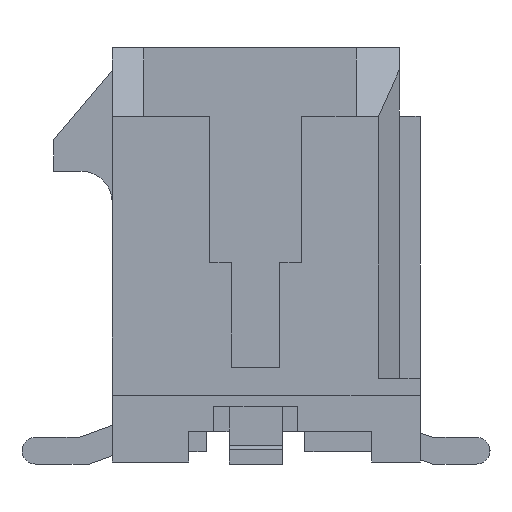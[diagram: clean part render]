
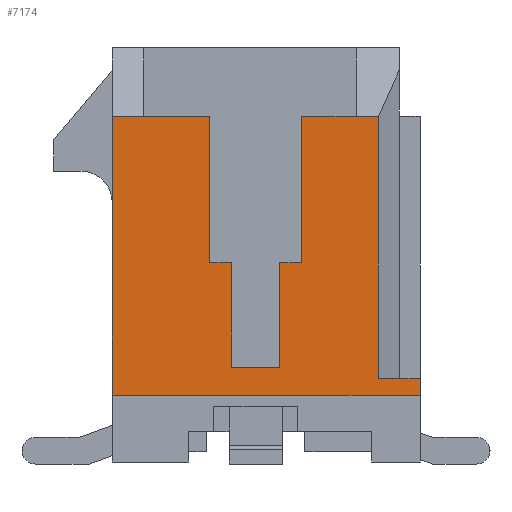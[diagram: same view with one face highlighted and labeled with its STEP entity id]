
A CAD part, left-side view. The second image highlights one B-rep face of the part: STEP entity #7174.
In plain terms, the highlighted planar face has unit normal (-1, 0, 0).
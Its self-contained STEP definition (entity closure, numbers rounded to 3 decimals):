
#1=DIRECTION('',(0.,0.,-1.));
#2=VECTOR('',#1,3.5);
#3=CARTESIAN_POINT('',(-10.825,-1.1,3.31));
#4=LINE('',#3,#2);
#5=DIRECTION('',(0.,1.,0.));
#6=VECTOR('',#5,1.31);
#7=CARTESIAN_POINT('',(-10.825,-2.41,3.31));
#8=LINE('',#7,#6);
#9=DIRECTION('',(0.,-1.,0.));
#10=VECTOR('',#9,0.53);
#11=CARTESIAN_POINT('',(-10.825,-2.41,3.31));
#12=LINE('',#11,#10);
#13=DIRECTION('',(0.,0.,-1.));
#14=VECTOR('',#13,6.27);
#15=CARTESIAN_POINT('',(-10.825,-2.94,3.31));
#16=LINE('',#15,#14);
#17=DIRECTION('',(0.,0.,-1.));
#18=VECTOR('',#17,0.4);
#19=CARTESIAN_POINT('',(-10.825,-3.94,-2.96));
#20=LINE('',#19,#18);
#21=DIRECTION('',(0.,1.,0.));
#22=VECTOR('',#21,7.37);
#23=CARTESIAN_POINT('',(-10.825,-3.94,-3.36));
#24=LINE('',#23,#22);
#25=DIRECTION('',(0.,0.,1.));
#26=VECTOR('',#25,6.67);
#27=CARTESIAN_POINT('',(-10.825,3.43,-3.36));
#28=LINE('',#27,#26);
#29=DIRECTION('',(0.,-1.,0.));
#30=VECTOR('',#29,0.75);
#31=CARTESIAN_POINT('',(-10.825,3.43,3.31));
#32=LINE('',#31,#30);
#33=DIRECTION('',(0.,1.,0.));
#34=VECTOR('',#33,1.58);
#35=CARTESIAN_POINT('',(-10.825,1.1,3.31));
#36=LINE('',#35,#34);
#37=DIRECTION('',(0.,0.,-1.));
#38=VECTOR('',#37,3.5);
#39=CARTESIAN_POINT('',(-10.825,1.1,3.31));
#40=LINE('',#39,#38);
#41=DIRECTION('',(0.,1.,0.));
#42=VECTOR('',#41,0.525);
#43=CARTESIAN_POINT('',(-10.825,0.575,-0.19));
#44=LINE('',#43,#42);
#45=DIRECTION('',(0.,0.,1.));
#46=VECTOR('',#45,2.5);
#47=CARTESIAN_POINT('',(-10.825,0.575,-2.69));
#48=LINE('',#47,#46);
#49=DIRECTION('',(0.,1.,0.));
#50=VECTOR('',#49,1.15);
#51=CARTESIAN_POINT('',(-10.825,-0.575,-2.69));
#52=LINE('',#51,#50);
#53=DIRECTION('',(0.,0.,-1.));
#54=VECTOR('',#53,2.5);
#55=CARTESIAN_POINT('',(-10.825,-0.575,-0.19));
#56=LINE('',#55,#54);
#57=DIRECTION('',(0.,1.,0.));
#58=VECTOR('',#57,0.525);
#59=CARTESIAN_POINT('',(-10.825,-1.1,-0.19));
#60=LINE('',#59,#58);
#3681=DIRECTION('',(0.,1.,0.));
#3682=VECTOR('',#3681,1.);
#3683=CARTESIAN_POINT('',(-10.825,-3.94,-2.96));
#3684=LINE('',#3683,#3682);
#5452=CARTESIAN_POINT('',(-10.825,3.43,3.31));
#5454=VERTEX_POINT('',#5452);
#5501=CARTESIAN_POINT('',(-10.825,-3.94,-2.96));
#5502=CARTESIAN_POINT('',(-10.825,-2.94,-2.96));
#5503=VERTEX_POINT('',#5501);
#5504=VERTEX_POINT('',#5502);
#5509=CARTESIAN_POINT('',(-10.825,2.68,3.31));
#5510=VERTEX_POINT('',#5509);
#5511=CARTESIAN_POINT('',(-10.825,-2.41,3.31));
#5512=VERTEX_POINT('',#5511);
#5717=CARTESIAN_POINT('',(-10.825,-1.1,3.31));
#5718=CARTESIAN_POINT('',(-10.825,-1.1,-0.19));
#5719=VERTEX_POINT('',#5717);
#5720=VERTEX_POINT('',#5718);
#5721=CARTESIAN_POINT('',(-10.825,-0.575,-0.19));
#5722=VERTEX_POINT('',#5721);
#5723=CARTESIAN_POINT('',(-10.825,-0.575,-2.69));
#5724=VERTEX_POINT('',#5723);
#5725=CARTESIAN_POINT('',(-10.825,0.575,-2.69));
#5726=VERTEX_POINT('',#5725);
#5727=CARTESIAN_POINT('',(-10.825,0.575,-0.19));
#5728=VERTEX_POINT('',#5727);
#5729=CARTESIAN_POINT('',(-10.825,1.1,-0.19));
#5730=VERTEX_POINT('',#5729);
#5731=CARTESIAN_POINT('',(-10.825,1.1,3.31));
#5732=VERTEX_POINT('',#5731);
#6565=CARTESIAN_POINT('',(-10.825,-3.94,-3.36));
#6566=CARTESIAN_POINT('',(-10.825,3.43,-3.36));
#6567=VERTEX_POINT('',#6565);
#6568=VERTEX_POINT('',#6566);
#6593=CARTESIAN_POINT('',(-10.825,-2.94,3.31));
#6594=VERTEX_POINT('',#6593);
#7135=CARTESIAN_POINT('',(-10.825,0.,0.));
#7136=DIRECTION('',(1.,0.,0.));
#7137=DIRECTION('',(0.,0.,-1.));
#7138=AXIS2_PLACEMENT_3D('',#7135,#7136,#7137);
#7139=PLANE('',#7138);
#7141=ORIENTED_EDGE('',*,*,#7140,.F.);
#7143=ORIENTED_EDGE('',*,*,#7142,.F.);
#7145=ORIENTED_EDGE('',*,*,#7144,.T.);
#7147=ORIENTED_EDGE('',*,*,#7146,.T.);
#7149=ORIENTED_EDGE('',*,*,#7148,.F.);
#7151=ORIENTED_EDGE('',*,*,#7150,.T.);
#7153=ORIENTED_EDGE('',*,*,#7152,.T.);
#7155=ORIENTED_EDGE('',*,*,#7154,.T.);
#7157=ORIENTED_EDGE('',*,*,#7156,.T.);
#7159=ORIENTED_EDGE('',*,*,#7158,.F.);
#7161=ORIENTED_EDGE('',*,*,#7160,.T.);
#7163=ORIENTED_EDGE('',*,*,#7162,.F.);
#7165=ORIENTED_EDGE('',*,*,#7164,.F.);
#7167=ORIENTED_EDGE('',*,*,#7166,.F.);
#7169=ORIENTED_EDGE('',*,*,#7168,.F.);
#7171=ORIENTED_EDGE('',*,*,#7170,.F.);
#7172=EDGE_LOOP('',(#7141,#7143,#7145,#7147,#7149,#7151,#7153,#7155,#7157,#7159,
#7161,#7163,#7165,#7167,#7169,#7171));
#7173=FACE_OUTER_BOUND('',#7172,.F.);
#7174=ADVANCED_FACE('',(#7173),#7139,.F.);
#7140=EDGE_CURVE('',#5719,#5720,#4,.T.);
#7142=EDGE_CURVE('',#5512,#5719,#8,.T.);
#7144=EDGE_CURVE('',#5512,#6594,#12,.T.);
#7146=EDGE_CURVE('',#6594,#5504,#16,.T.);
#7148=EDGE_CURVE('',#5503,#5504,#3684,.T.);
#7150=EDGE_CURVE('',#5503,#6567,#20,.T.);
#7152=EDGE_CURVE('',#6567,#6568,#24,.T.);
#7154=EDGE_CURVE('',#6568,#5454,#28,.T.);
#7156=EDGE_CURVE('',#5454,#5510,#32,.T.);
#7158=EDGE_CURVE('',#5732,#5510,#36,.T.);
#7160=EDGE_CURVE('',#5732,#5730,#40,.T.);
#7162=EDGE_CURVE('',#5728,#5730,#44,.T.);
#7164=EDGE_CURVE('',#5726,#5728,#48,.T.);
#7166=EDGE_CURVE('',#5724,#5726,#52,.T.);
#7168=EDGE_CURVE('',#5722,#5724,#56,.T.);
#7170=EDGE_CURVE('',#5720,#5722,#60,.T.);
